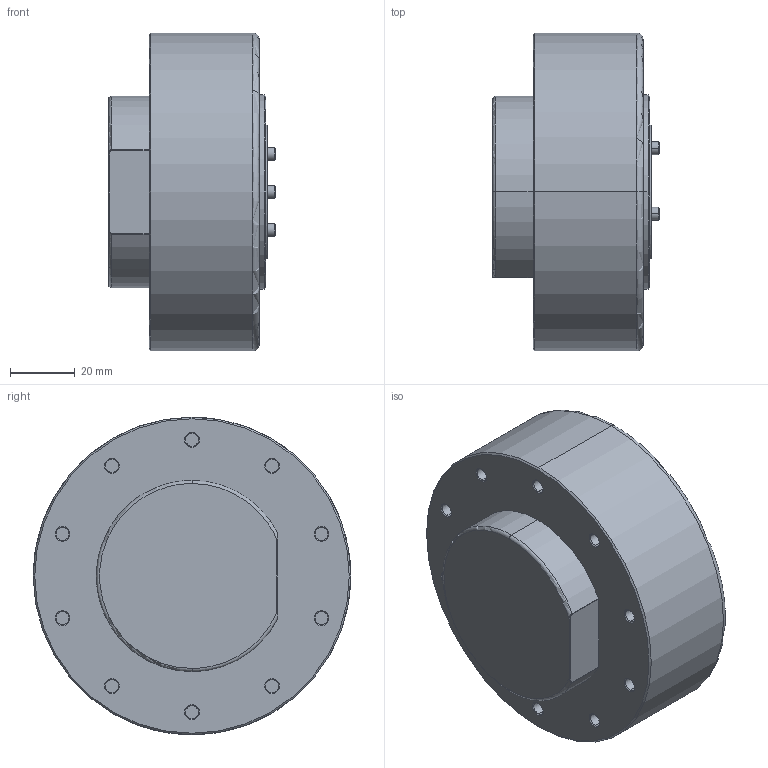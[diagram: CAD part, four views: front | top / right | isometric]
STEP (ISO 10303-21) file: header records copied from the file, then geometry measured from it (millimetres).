
FILE_DESCRIPTION(/* description */ (''),/* implementation_level */ '2;1');
FILE_NAME(/* name */ 'X8pro安装图_step.stp',/* time_stamp */ '2021-11-17T10:50:46+08:00',/* author */ (''),/* organization */ (''),/* preprocessor_version */ 'ST-DEVELOPER v16.7',/* originating_system */ 'SIEMENS PLM Software NX 12.0',/* authorisation */ '');
FILE_SCHEMA (('AUTOMOTIVE_DESIGN { 1 0 10303 214 3 1 1 1 }'));
Length unit declared in the file: millimetre
Products named in the file (1): Admi1F4423D1oyca
Bounding box: 51.5 x 98 x 98 mm (x, y, z)
Volume: 292059.1 mm3; surface area: 30742.1 mm2
Topology: 1 solids, 1 shells, 278 faces, 630 edges, 398 vertices
Faces by surface type: cylinder 139, plane 70, cone 62, torus 5, bspline 2
Entity records: 8312 total; most frequent: CARTESIAN_POINT 1754, DIRECTION 1517, ORIENTED_EDGE 1260, EDGE_CURVE 630, AXIS2_PLACEMENT_3D 624, VERTEX_POINT 398, CIRCLE 347, EDGE_LOOP 322
